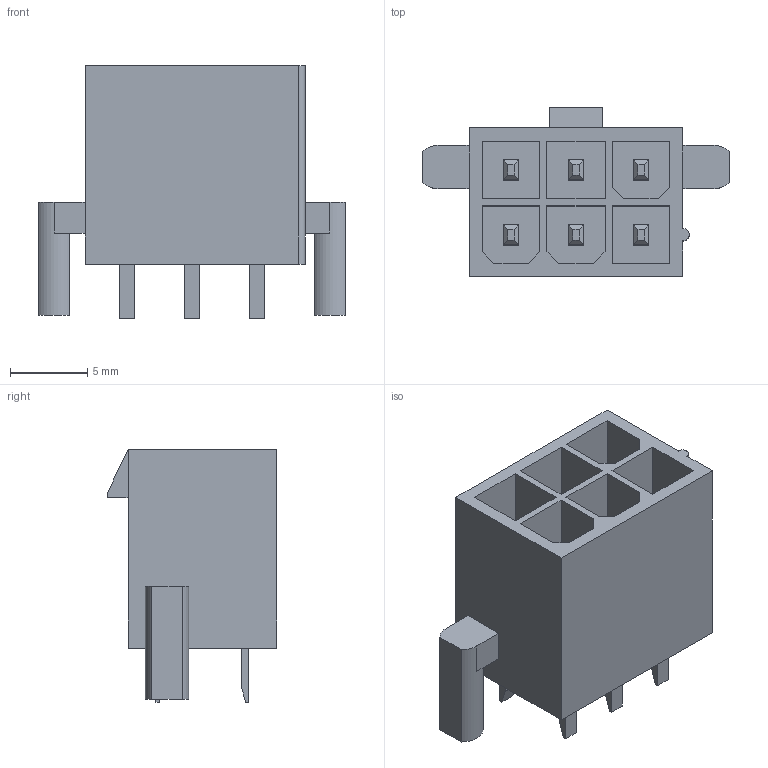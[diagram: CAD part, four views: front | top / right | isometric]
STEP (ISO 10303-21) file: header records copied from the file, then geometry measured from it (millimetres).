
FILE_DESCRIPTION(/* description */ (''),/* implementation_level */ '2;1');
FILE_NAME(/* name */ 'MOLEX-6-MNT v2.step',/* time_stamp */ '2022-07-01T14:30:01-07:00',/* author */ (''),/* organization */ (''),/* preprocessor_version */ 'ST-DEVELOPER v19',/* originating_system */ 'Autodesk Translation Framework v11.7.0.108',/* authorisation */ '');
FILE_SCHEMA (('AUTOMOTIVE_DESIGN { 1 0 10303 214 3 1 1 }'));
Length unit declared in the file: millimetre
Products named in the file (1): MOLEX-6-MNT
Bounding box: 19.8 x 10.95 x 16.3 mm (x, y, z)
Volume: 938.1 mm3; surface area: 2293.1 mm2
Topology: 13 solids, 13 shells, 169 faces, 379 edges, 244 vertices
Faces by surface type: plane 164, cylinder 5
Entity records: 4614 total; most frequent: CARTESIAN_POINT 793, ORIENTED_EDGE 758, DIRECTION 733, EDGE_CURVE 379, LINE 365, VECTOR 365, VERTEX_POINT 244, AXIS2_PLACEMENT_3D 184
